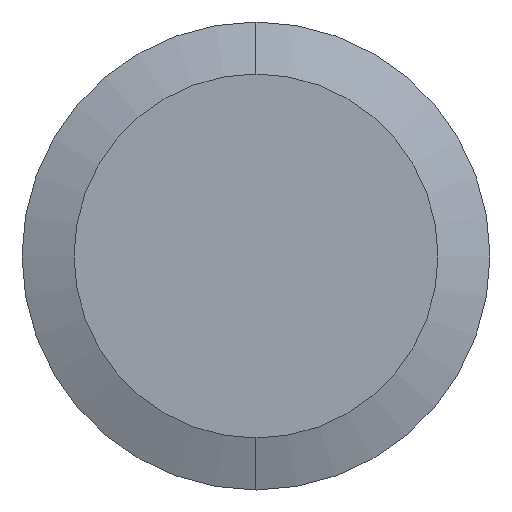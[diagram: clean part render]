
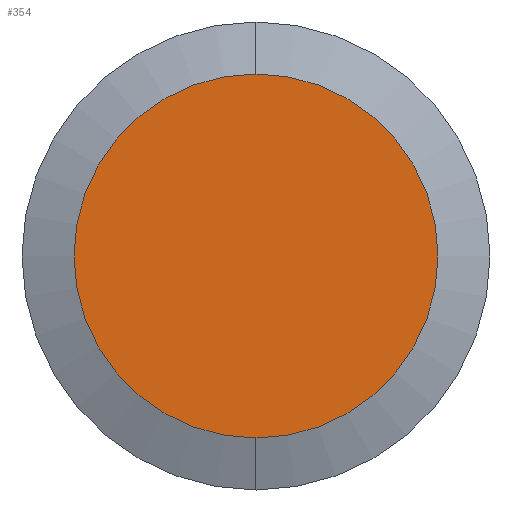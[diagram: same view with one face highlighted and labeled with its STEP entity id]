
A CAD part, left-side view. The second image highlights one B-rep face of the part: STEP entity #354.
In plain terms, the highlighted face is planar.
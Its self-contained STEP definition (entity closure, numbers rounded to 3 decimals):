
#34 = VERTEX_POINT ( 'NONE', #342 ) ;
#52 = CARTESIAN_POINT ( 'NONE',  ( 0., 7.9, 0. ) ) ;
#53 = CARTESIAN_POINT ( 'NONE',  ( 0., 7.9, 0. ) ) ;
#77 = AXIS2_PLACEMENT_3D ( 'NONE', #52, #285, #221 ) ;
#83 = AXIS2_PLACEMENT_3D ( 'NONE', #53, #339, #135 ) ;
#98 = AXIS2_PLACEMENT_3D ( 'NONE', #363, #101, #212 ) ;
#101 = DIRECTION ( 'NONE',  ( 0., 1., 0. ) ) ;
#110 = ORIENTED_EDGE ( 'NONE', *, *, #170, .T. ) ;
#135 = DIRECTION ( 'NONE',  ( 0., 0., 1. ) ) ;
#140 = CIRCLE ( 'NONE', #77, 3.5 ) ;
#168 = ORIENTED_EDGE ( 'NONE', *, *, #228, .T. ) ;
#170 = EDGE_CURVE ( 'NONE', #34, #282, #314, .T. ) ;
#181 = FACE_OUTER_BOUND ( 'NONE', #336, .T. ) ;
#212 = DIRECTION ( 'NONE',  ( 0., 0., 1. ) ) ;
#221 = DIRECTION ( 'NONE',  ( 0., 0., 1. ) ) ;
#228 = EDGE_CURVE ( 'NONE', #282, #34, #140, .T. ) ;
#233 = CARTESIAN_POINT ( 'NONE',  ( 0., 7.9, -3.5 ) ) ;
#262 = PLANE ( 'NONE',  #83 ) ;
#282 = VERTEX_POINT ( 'NONE', #233 ) ;
#285 = DIRECTION ( 'NONE',  ( 0., 1., 0. ) ) ;
#314 = CIRCLE ( 'NONE', #98, 3.5 ) ;
#336 = EDGE_LOOP ( 'NONE', ( #168, #110 ) ) ;
#339 = DIRECTION ( 'NONE',  ( 0., 1., 0. ) ) ;
#342 = CARTESIAN_POINT ( 'NONE',  ( 0., 7.9, 3.5 ) ) ;
#354 = ADVANCED_FACE ( 'NONE', ( #181 ), #262, .T. ) ;
#363 = CARTESIAN_POINT ( 'NONE',  ( 0., 7.9, 0. ) ) ;
